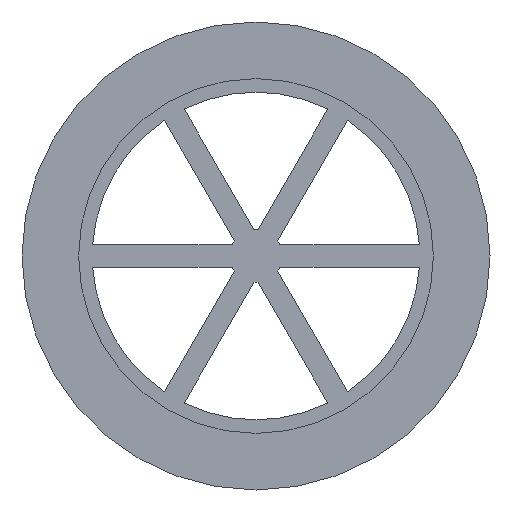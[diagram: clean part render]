
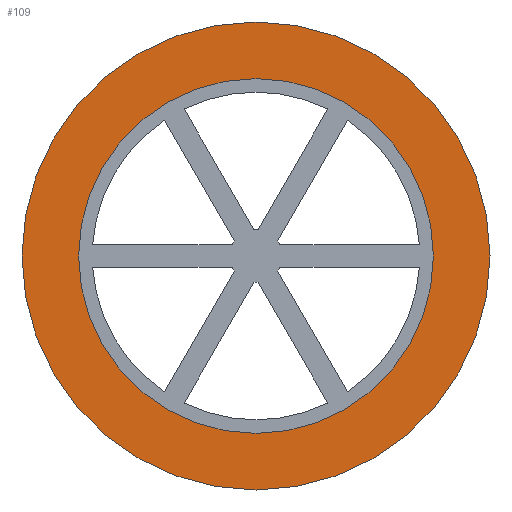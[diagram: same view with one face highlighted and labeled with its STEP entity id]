
A CAD part, front view. The second image highlights one B-rep face of the part: STEP entity #109.
In plain terms, the highlighted planar face has unit normal (0, -1, 0).
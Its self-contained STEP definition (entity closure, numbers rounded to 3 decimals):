
#15 = CARTESIAN_POINT ( 'NONE',  ( 0., 0., 0. ) ) ;
#55 = EDGE_CURVE ( 'NONE', #1057, #496, #294, .T. ) ;
#109 = ADVANCED_FACE ( 'NONE', ( #1098, #1126 ), #856, .F. ) ;
#185 = DIRECTION ( 'NONE',  ( 0., 0., 1. ) ) ;
#198 = DIRECTION ( 'NONE',  ( 0., 1., 0. ) ) ;
#206 = CIRCLE ( 'NONE', #769, 31. ) ;
#211 = ORIENTED_EDGE ( 'NONE', *, *, #1293, .F. ) ;
#249 = DIRECTION ( 'NONE',  ( 0., 1., 0. ) ) ;
#287 = CARTESIAN_POINT ( 'NONE',  ( 0., 0., 0. ) ) ;
#294 = CIRCLE ( 'NONE', #1176, 23.5 ) ;
#315 = AXIS2_PLACEMENT_3D ( 'NONE', #1212, #249, #501 ) ;
#333 = AXIS2_PLACEMENT_3D ( 'NONE', #686, #198, #841 ) ;
#448 = CARTESIAN_POINT ( 'NONE',  ( 0., 0., 31. ) ) ;
#476 = AXIS2_PLACEMENT_3D ( 'NONE', #15, #509, #1106 ) ;
#496 = VERTEX_POINT ( 'NONE', #1285 ) ;
#501 = DIRECTION ( 'NONE',  ( 0., 0., 1. ) ) ;
#509 = DIRECTION ( 'NONE',  ( 0., 1., 0. ) ) ;
#593 = DIRECTION ( 'NONE',  ( 0., 0., 1. ) ) ;
#672 = EDGE_LOOP ( 'NONE', ( #211, #1481 ) ) ;
#683 = DIRECTION ( 'NONE',  ( 0., 1., 0. ) ) ;
#686 = CARTESIAN_POINT ( 'NONE',  ( 0., 0., 0. ) ) ;
#769 = AXIS2_PLACEMENT_3D ( 'NONE', #287, #770, #185 ) ;
#770 = DIRECTION ( 'NONE',  ( 0., 1., 0. ) ) ;
#772 = EDGE_CURVE ( 'NONE', #496, #1057, #1323, .T. ) ;
#841 = DIRECTION ( 'NONE',  ( 0., 0., 1. ) ) ;
#856 = PLANE ( 'NONE',  #315 ) ;
#987 = ORIENTED_EDGE ( 'NONE', *, *, #55, .T. ) ;
#1003 = EDGE_CURVE ( 'NONE', #1435, #1179, #1072, .T. ) ;
#1046 = CARTESIAN_POINT ( 'NONE',  ( 0., 0., 0. ) ) ;
#1057 = VERTEX_POINT ( 'NONE', #1416 ) ;
#1072 = CIRCLE ( 'NONE', #333, 31. ) ;
#1098 = FACE_OUTER_BOUND ( 'NONE', #672, .T. ) ;
#1106 = DIRECTION ( 'NONE',  ( 0., 0., 1. ) ) ;
#1126 = FACE_BOUND ( 'NONE', #1439, .T. ) ;
#1176 = AXIS2_PLACEMENT_3D ( 'NONE', #1046, #683, #593 ) ;
#1179 = VERTEX_POINT ( 'NONE', #1226 ) ;
#1212 = CARTESIAN_POINT ( 'NONE',  ( 0., 0., 0. ) ) ;
#1226 = CARTESIAN_POINT ( 'NONE',  ( 0., 0., -31. ) ) ;
#1285 = CARTESIAN_POINT ( 'NONE',  ( 0., 0., -23.5 ) ) ;
#1293 = EDGE_CURVE ( 'NONE', #1179, #1435, #206, .T. ) ;
#1323 = CIRCLE ( 'NONE', #476, 23.5 ) ;
#1416 = CARTESIAN_POINT ( 'NONE',  ( 0., 0., 23.5 ) ) ;
#1435 = VERTEX_POINT ( 'NONE', #448 ) ;
#1439 = EDGE_LOOP ( 'NONE', ( #1478, #987 ) ) ;
#1478 = ORIENTED_EDGE ( 'NONE', *, *, #772, .T. ) ;
#1481 = ORIENTED_EDGE ( 'NONE', *, *, #1003, .F. ) ;
